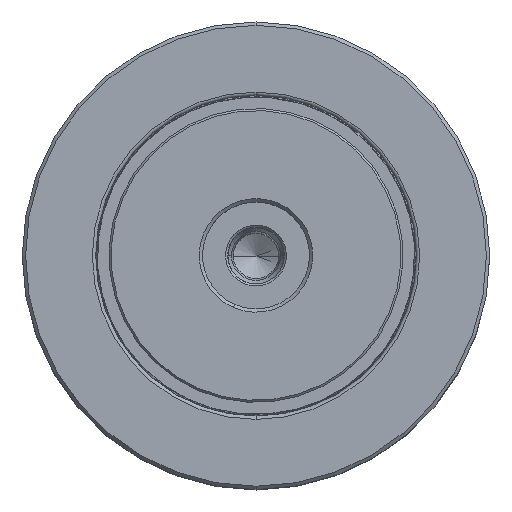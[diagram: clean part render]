
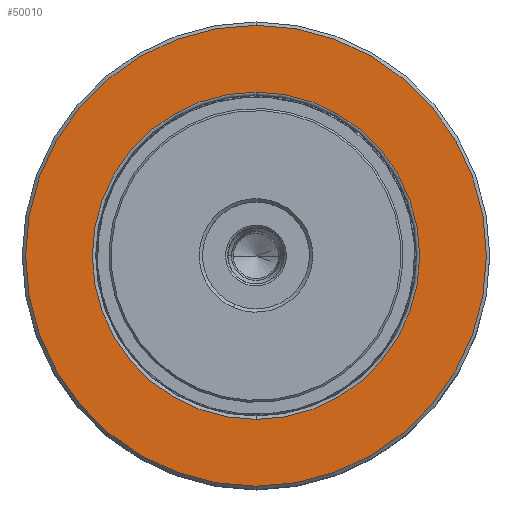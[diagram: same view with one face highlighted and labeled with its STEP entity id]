
A CAD part, top view. The second image highlights one B-rep face of the part: STEP entity #50010.
In plain terms, the highlighted face is planar.
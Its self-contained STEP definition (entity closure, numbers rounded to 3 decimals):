
#2442 = CARTESIAN_POINT ( 'NONE',  ( 0., 35.687, -24.5 ) ) ;
#3067 = EDGE_CURVE ( 'NONE', #47836, #48468, #21436, .T. ) ;
#3494 = DIRECTION ( 'NONE',  ( 0., 0., 1. ) ) ;
#6998 = DIRECTION ( 'NONE',  ( 0., -1., 0. ) ) ;
#9828 = FACE_BOUND ( 'NONE', #37068, .T. ) ;
#10294 = EDGE_LOOP ( 'NONE', ( #23020, #21265 ) ) ;
#10990 = CARTESIAN_POINT ( 'NONE',  ( 0., 35.687, 24.5 ) ) ;
#11387 = EDGE_CURVE ( 'NONE', #42367, #48635, #44986, .T. ) ;
#11414 = DIRECTION ( 'NONE',  ( 0., 0., -1. ) ) ;
#11753 = FACE_OUTER_BOUND ( 'NONE', #10294, .T. ) ;
#13056 = CARTESIAN_POINT ( 'NONE',  ( 0., 35.687, -34.5 ) ) ;
#14663 = CARTESIAN_POINT ( 'NONE',  ( 0., 35.687, 0. ) ) ;
#15212 = CARTESIAN_POINT ( 'NONE',  ( 34.5, 35.687, 0. ) ) ;
#16029 = CARTESIAN_POINT ( 'NONE',  ( 0., 35.687, 0. ) ) ;
#17243 = AXIS2_PLACEMENT_3D ( 'NONE', #32881, #33246, #36981 ) ;
#17681 = CARTESIAN_POINT ( 'NONE',  ( 0., 35.687, 34.5 ) ) ;
#17844 = CIRCLE ( 'NONE', #39592, 34.5 ) ;
#18210 = ORIENTED_EDGE ( 'NONE', *, *, #3067, .T. ) ;
#18760 = DIRECTION ( 'NONE',  ( 0., 0., -1. ) ) ;
#19161 = DIRECTION ( 'NONE',  ( 0., 1., 0. ) ) ;
#19834 = DIRECTION ( 'NONE',  ( 0., -1., 0. ) ) ;
#21265 = ORIENTED_EDGE ( 'NONE', *, *, #11387, .F. ) ;
#21361 = EDGE_CURVE ( 'NONE', #48468, #47836, #49350, .T. ) ;
#21436 = CIRCLE ( 'NONE', #39581, 24.5 ) ;
#22976 = AXIS2_PLACEMENT_3D ( 'NONE', #14663, #6998, #18760 ) ;
#23020 = ORIENTED_EDGE ( 'NONE', *, *, #27754, .F. ) ;
#27754 = EDGE_CURVE ( 'NONE', #48635, #42367, #17844, .T. ) ;
#29212 = AXIS2_PLACEMENT_3D ( 'NONE', #15212, #19161, #3494 ) ;
#31740 = DIRECTION ( 'NONE',  ( 0., -1., 0. ) ) ;
#32881 = CARTESIAN_POINT ( 'NONE',  ( 0., 35.687, 0. ) ) ;
#33246 = DIRECTION ( 'NONE',  ( 0., -1., 0. ) ) ;
#36981 = DIRECTION ( 'NONE',  ( 0., 0., -1. ) ) ;
#37068 = EDGE_LOOP ( 'NONE', ( #51151, #18210 ) ) ;
#39581 = AXIS2_PLACEMENT_3D ( 'NONE', #39983, #19834, #49314 ) ;
#39592 = AXIS2_PLACEMENT_3D ( 'NONE', #16029, #31740, #11414 ) ;
#39983 = CARTESIAN_POINT ( 'NONE',  ( 0., 35.687, 0. ) ) ;
#42367 = VERTEX_POINT ( 'NONE', #17681 ) ;
#44986 = CIRCLE ( 'NONE', #22976, 34.5 ) ;
#47836 = VERTEX_POINT ( 'NONE', #10990 ) ;
#48252 = PLANE ( 'NONE',  #29212 ) ;
#48468 = VERTEX_POINT ( 'NONE', #2442 ) ;
#48635 = VERTEX_POINT ( 'NONE', #13056 ) ;
#49314 = DIRECTION ( 'NONE',  ( 0., 0., -1. ) ) ;
#49350 = CIRCLE ( 'NONE', #17243, 24.5 ) ;
#50010 = ADVANCED_FACE ( 'NONE', ( #9828, #11753 ), #48252, .T. ) ;
#51151 = ORIENTED_EDGE ( 'NONE', *, *, #21361, .T. ) ;
